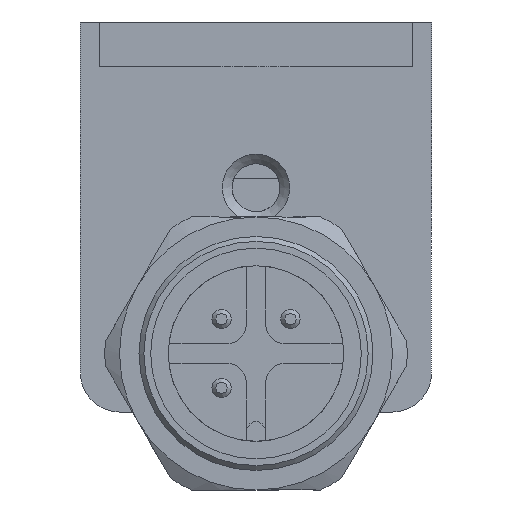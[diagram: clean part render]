
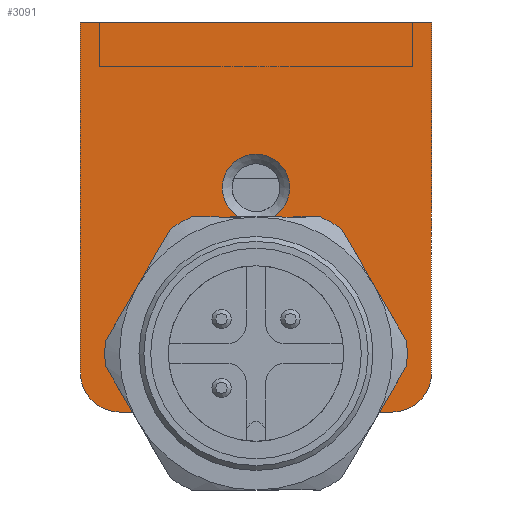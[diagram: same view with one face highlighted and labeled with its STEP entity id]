
A CAD part, left-side view. The second image highlights one B-rep face of the part: STEP entity #3091.
In plain terms, the highlighted planar face has unit normal (-1, 0, 0).
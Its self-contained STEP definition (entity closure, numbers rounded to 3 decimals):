
#68=FACE_BOUND('',#482,.T.);
#266=FACE_OUTER_BOUND('',#481,.T.);
#481=EDGE_LOOP('',(#2087,#2088,#2089,#2090,#2091,#2092,#2093,#2094,#2095,
#2096));
#482=EDGE_LOOP('',(#2097));
#751=CIRCLE('',#3327,1.73);
#752=CIRCLE('',#3329,1.5);
#753=CIRCLE('',#3330,2.);
#754=CIRCLE('',#3331,2.);
#928=LINE('',#4751,#1132);
#929=LINE('',#4755,#1133);
#930=LINE('',#4757,#1134);
#931=LINE('',#4761,#1135);
#932=LINE('',#4763,#1136);
#933=LINE('',#4765,#1137);
#934=LINE('',#4768,#1138);
#1132=VECTOR('',#3813,3.);
#1133=VECTOR('',#3816,3.);
#1134=VECTOR('',#3817,5.5);
#1135=VECTOR('',#3820,18.);
#1136=VECTOR('',#3821,18.);
#1137=VECTOR('',#3822,18.);
#1138=VECTOR('',#3825,5.5);
#1354=VERTEX_POINT('',#4746);
#1355=VERTEX_POINT('',#4749);
#1356=VERTEX_POINT('',#4750);
#1357=VERTEX_POINT('',#4752);
#1358=VERTEX_POINT('',#4754);
#1359=VERTEX_POINT('',#4756);
#1360=VERTEX_POINT('',#4758);
#1361=VERTEX_POINT('',#4760);
#1362=VERTEX_POINT('',#4762);
#1363=VERTEX_POINT('',#4764);
#1364=VERTEX_POINT('',#4766);
#1653=EDGE_CURVE('',#1354,#1354,#751,.T.);
#1654=EDGE_CURVE('',#1355,#1356,#928,.T.);
#1655=EDGE_CURVE('',#1356,#1357,#752,.T.);
#1656=EDGE_CURVE('',#1357,#1358,#929,.T.);
#1657=EDGE_CURVE('',#1359,#1358,#930,.T.);
#1658=EDGE_CURVE('',#1360,#1359,#753,.T.);
#1659=EDGE_CURVE('',#1361,#1360,#931,.T.);
#1660=EDGE_CURVE('',#1362,#1361,#932,.T.);
#1661=EDGE_CURVE('',#1363,#1362,#933,.T.);
#1662=EDGE_CURVE('',#1364,#1363,#754,.T.);
#1663=EDGE_CURVE('',#1355,#1364,#934,.T.);
#2087=ORIENTED_EDGE('',*,*,#1654,.T.);
#2088=ORIENTED_EDGE('',*,*,#1655,.T.);
#2089=ORIENTED_EDGE('',*,*,#1656,.T.);
#2090=ORIENTED_EDGE('',*,*,#1657,.F.);
#2091=ORIENTED_EDGE('',*,*,#1658,.F.);
#2092=ORIENTED_EDGE('',*,*,#1659,.F.);
#2093=ORIENTED_EDGE('',*,*,#1660,.F.);
#2094=ORIENTED_EDGE('',*,*,#1661,.F.);
#2095=ORIENTED_EDGE('',*,*,#1662,.F.);
#2096=ORIENTED_EDGE('',*,*,#1663,.F.);
#2097=ORIENTED_EDGE('',*,*,#1653,.F.);
#2789=PLANE('',#3328);
#3091=ADVANCED_FACE('',(#266,#68),#2789,.F.);
#3327=AXIS2_PLACEMENT_3D('',#4747,#3809,#3810);
#3328=AXIS2_PLACEMENT_3D('',#4748,#3811,#3812);
#3329=AXIS2_PLACEMENT_3D('',#4753,#3814,#3815);
#3330=AXIS2_PLACEMENT_3D('',#4759,#3818,#3819);
#3331=AXIS2_PLACEMENT_3D('',#4767,#3823,#3824);
#3809=DIRECTION('center_axis',(-1.,0.,0.));
#3810=DIRECTION('ref_axis',(0.,1.,0.));
#3811=DIRECTION('center_axis',(1.,0.,0.));
#3812=DIRECTION('ref_axis',(0.,1.,0.));
#3813=DIRECTION('',(0.,0.,1.));
#3814=DIRECTION('center_axis',(1.,0.,0.));
#3815=DIRECTION('ref_axis',(0.,0.,1.));
#3816=DIRECTION('',(0.,0.,-1.));
#3817=DIRECTION('',(0.,1.,0.));
#3818=DIRECTION('center_axis',(1.,0.,0.));
#3819=DIRECTION('ref_axis',(0.,-0.707,-0.707));
#3820=DIRECTION('',(0.,0.,-1.));
#3821=DIRECTION('',(0.,-1.,0.));
#3822=DIRECTION('',(0.,0.,1.));
#3823=DIRECTION('center_axis',(1.,0.,0.));
#3824=DIRECTION('ref_axis',(0.,0.707,-0.707));
#3825=DIRECTION('',(0.,1.,0.));
#4746=CARTESIAN_POINT('',(-1.,5.27,11.5));
#4747=CARTESIAN_POINT('Origin',(-1.,7.,11.5));
#4748=CARTESIAN_POINT('Origin',(-1.,7.,10.));
#4749=CARTESIAN_POINT('',(-1.,8.5,0.));
#4750=CARTESIAN_POINT('',(-1.,8.5,3.));
#4751=CARTESIAN_POINT('',(-1.,8.5,0.));
#4752=CARTESIAN_POINT('',(-1.,5.5,3.));
#4753=CARTESIAN_POINT('Origin',(-1.,7.,3.));
#4754=CARTESIAN_POINT('',(-1.,5.5,0.));
#4755=CARTESIAN_POINT('',(-1.,5.5,3.));
#4756=CARTESIAN_POINT('',(-1.,0.,0.));
#4757=CARTESIAN_POINT('',(-1.,0.,0.));
#4758=CARTESIAN_POINT('',(-1.,-2.,2.));
#4759=CARTESIAN_POINT('Origin',(-1.,0.,2.));
#4760=CARTESIAN_POINT('',(-1.,-2.,20.));
#4761=CARTESIAN_POINT('',(-1.,-2.,20.));
#4762=CARTESIAN_POINT('',(-1.,16.,20.));
#4763=CARTESIAN_POINT('',(-1.,16.,20.));
#4764=CARTESIAN_POINT('',(-1.,16.,2.));
#4765=CARTESIAN_POINT('',(-1.,16.,2.));
#4766=CARTESIAN_POINT('',(-1.,14.,0.));
#4767=CARTESIAN_POINT('Origin',(-1.,14.,2.));
#4768=CARTESIAN_POINT('',(-1.,8.5,0.));
